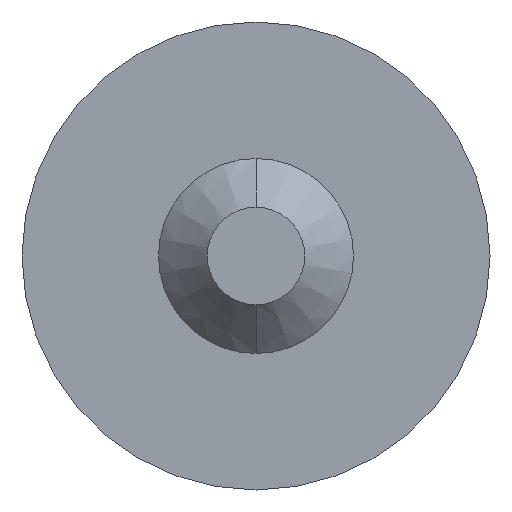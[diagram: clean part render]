
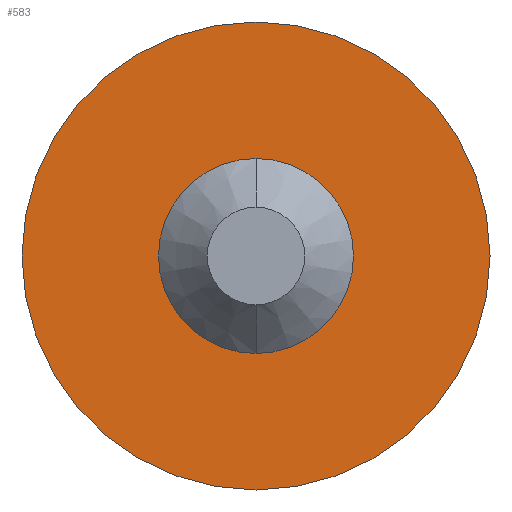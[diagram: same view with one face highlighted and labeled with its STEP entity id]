
A CAD part, front view. The second image highlights one B-rep face of the part: STEP entity #583.
In plain terms, the highlighted planar face has unit normal (0, -1, 0).
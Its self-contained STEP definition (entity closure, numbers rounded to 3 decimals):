
#3 = DIRECTION ( 'NONE',  ( 0., 1., 0. ) ) ;
#4 = CARTESIAN_POINT ( 'NONE',  ( 0., 0., 0. ) ) ;
#28 = FACE_OUTER_BOUND ( 'NONE', #307, .T. ) ;
#46 = CARTESIAN_POINT ( 'NONE',  ( 0., 0., 0. ) ) ;
#50 = DIRECTION ( 'NONE',  ( 0., 0., 1. ) ) ;
#52 = DIRECTION ( 'NONE',  ( 0., 1., 0. ) ) ;
#56 = DIRECTION ( 'NONE',  ( 0., 1., 0. ) ) ;
#76 = AXIS2_PLACEMENT_3D ( 'NONE', #259, #545, #405 ) ;
#96 = CARTESIAN_POINT ( 'NONE',  ( 0., 0., -2.4 ) ) ;
#107 = CIRCLE ( 'NONE', #577, 1. ) ;
#108 = DIRECTION ( 'NONE',  ( 0., 0., 1. ) ) ;
#134 = VERTEX_POINT ( 'NONE', #96 ) ;
#204 = CARTESIAN_POINT ( 'NONE',  ( 0., 0., 0. ) ) ;
#207 = FACE_BOUND ( 'NONE', #272, .T. ) ;
#218 = ORIENTED_EDGE ( 'NONE', *, *, #490, .T. ) ;
#223 = VERTEX_POINT ( 'NONE', #340 ) ;
#259 = CARTESIAN_POINT ( 'NONE',  ( 0., 0., 0. ) ) ;
#272 = EDGE_LOOP ( 'NONE', ( #218, #516 ) ) ;
#277 = EDGE_CURVE ( 'NONE', #223, #540, #107, .T. ) ;
#292 = AXIS2_PLACEMENT_3D ( 'NONE', #204, #3, #50 ) ;
#307 = EDGE_LOOP ( 'NONE', ( #453, #373 ) ) ;
#319 = VERTEX_POINT ( 'NONE', #446 ) ;
#322 = EDGE_CURVE ( 'NONE', #319, #134, #374, .T. ) ;
#340 = CARTESIAN_POINT ( 'NONE',  ( 0., 0., -1. ) ) ;
#346 = DIRECTION ( 'NONE',  ( 0., 0., 1. ) ) ;
#349 = DIRECTION ( 'NONE',  ( 0., 1., 0. ) ) ;
#355 = CARTESIAN_POINT ( 'NONE',  ( 0., 0., 0. ) ) ;
#356 = AXIS2_PLACEMENT_3D ( 'NONE', #355, #56, #108 ) ;
#373 = ORIENTED_EDGE ( 'NONE', *, *, #322, .F. ) ;
#374 = CIRCLE ( 'NONE', #292, 2.4 ) ;
#405 = DIRECTION ( 'NONE',  ( 0., 0., 1. ) ) ;
#415 = AXIS2_PLACEMENT_3D ( 'NONE', #4, #349, #460 ) ;
#446 = CARTESIAN_POINT ( 'NONE',  ( 0., 0., 2.4 ) ) ;
#453 = ORIENTED_EDGE ( 'NONE', *, *, #458, .F. ) ;
#458 = EDGE_CURVE ( 'NONE', #134, #319, #521, .T. ) ;
#460 = DIRECTION ( 'NONE',  ( 0., 0., 1. ) ) ;
#490 = EDGE_CURVE ( 'NONE', #540, #223, #621, .T. ) ;
#497 = CARTESIAN_POINT ( 'NONE',  ( 0., 0., 1. ) ) ;
#500 = PLANE ( 'NONE',  #415 ) ;
#516 = ORIENTED_EDGE ( 'NONE', *, *, #277, .T. ) ;
#521 = CIRCLE ( 'NONE', #76, 2.4 ) ;
#540 = VERTEX_POINT ( 'NONE', #497 ) ;
#545 = DIRECTION ( 'NONE',  ( 0., 1., 0. ) ) ;
#577 = AXIS2_PLACEMENT_3D ( 'NONE', #46, #52, #346 ) ;
#583 = ADVANCED_FACE ( 'NONE', ( #207, #28 ), #500, .F. ) ;
#621 = CIRCLE ( 'NONE', #356, 1. ) ;
